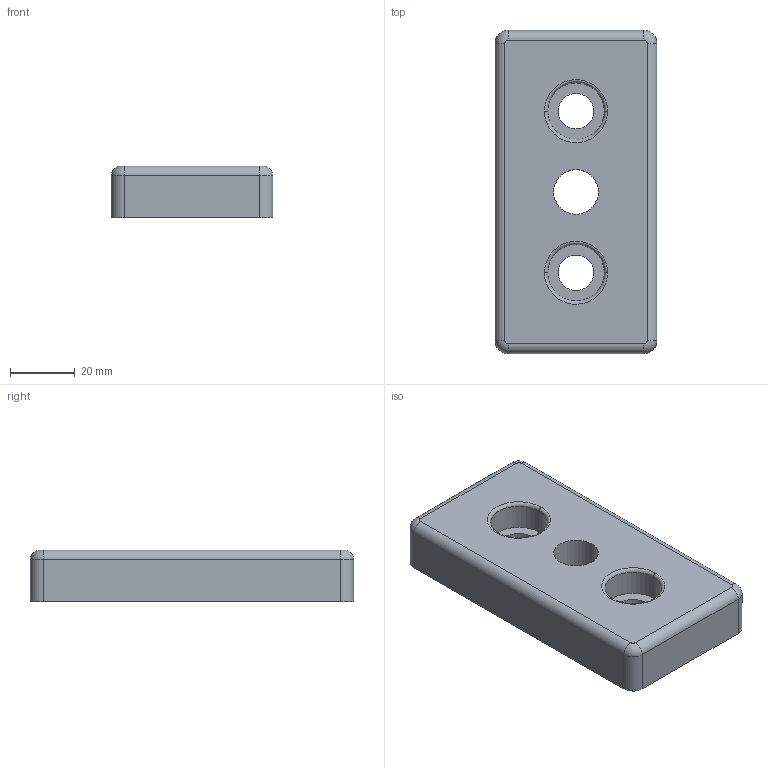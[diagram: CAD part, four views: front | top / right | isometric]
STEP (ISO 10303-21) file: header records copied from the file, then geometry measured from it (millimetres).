
FILE_DESCRIPTION (( 'STEP AP203' ), '1' );
FILE_NAME ('203500417_c_1.STEP', '2023-01-26T06:38:38', ( '' ), ( '' ), 'SwSTEP 2.0', 'SolidWorks 2014', '' );
FILE_SCHEMA (( 'CONFIG_CONTROL_DESIGN' ));
Length unit declared in the file: millimetre
Products named in the file (1): 203500417_c_1
Bounding box: 50 x 100 x 16 mm (x, y, z)
Volume: 46734.6 mm3; surface area: 22536.9 mm2
Topology: 1 solids, 1 shells, 104 faces, 270 edges, 176 vertices
Faces by surface type: cylinder 64, plane 32, bspline 4, torus 4
Entity records: 3367 total; most frequent: CARTESIAN_POINT 623, DIRECTION 604, ORIENTED_EDGE 540, EDGE_CURVE 270, AXIS2_PLACEMENT_3D 237, VERTEX_POINT 176, CIRCLE 136, VECTOR 130
